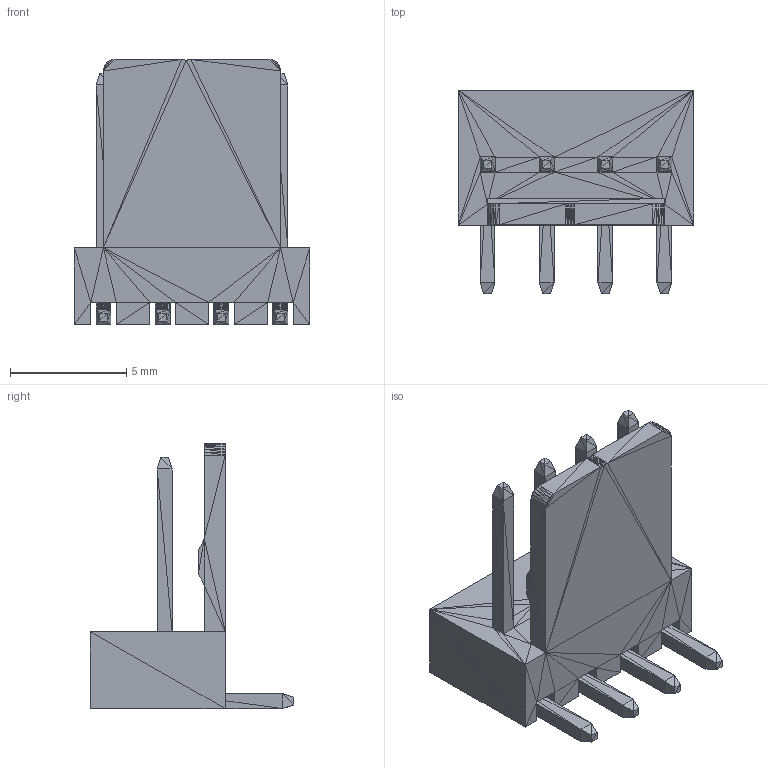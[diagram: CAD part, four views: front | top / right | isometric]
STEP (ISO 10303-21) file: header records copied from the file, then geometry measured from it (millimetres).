
FILE_DESCRIPTION(('FreeCAD Model'),'2;1');
FILE_NAME('KF2510R-4P.step','2019-09-05T19:09:31',('Author'),(''), 'Open CASCADE STEP processor 7.3','FreeCAD','Unknown');
FILE_SCHEMA(('AUTOMOTIVE_DESIGN { 1 0 10303 214 1 1 1 1 }'));
Length unit declared in the file: millimetre
Products named in the file (1): KF2510A_4P001
Bounding box: 10.12 x 8.75 x 11.4 mm (x, y, z)
Surface area: 530.2 mm2 (no closed solid volume)
Topology: 0 solids, 1 shells, 676 faces, 1014 edges, 340 vertices
Faces by surface type: plane 676
Entity records: 25383 total; most frequent: CARTESIAN_POINT 5073, DIRECTION 3382, ORIENTED_EDGE 2028, LINE 2028, VECTOR 2028, PCURVE 2028, DEFINITIONAL_REPRESENTATION 2028, EDGE_CURVE 1014
